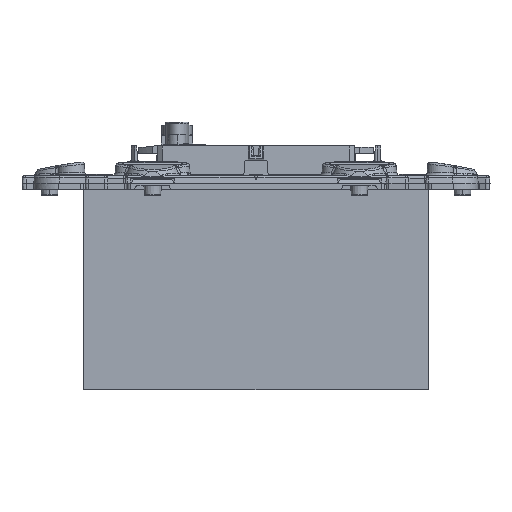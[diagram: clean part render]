
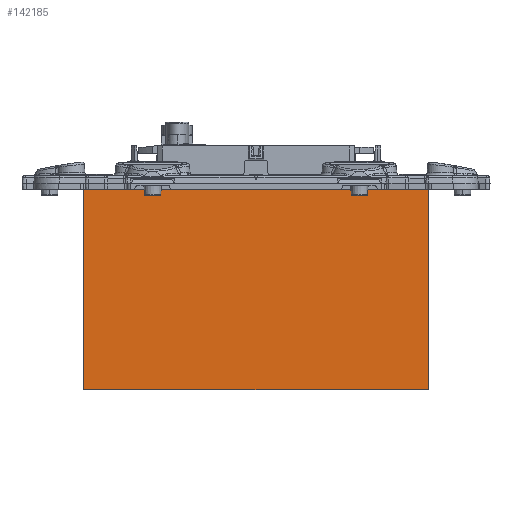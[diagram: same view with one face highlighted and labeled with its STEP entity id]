
A CAD part, left-side view. The second image highlights one B-rep face of the part: STEP entity #142185.
In plain terms, the highlighted planar face has unit normal (-1, 0, 0).
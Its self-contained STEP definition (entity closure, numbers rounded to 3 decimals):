
#142158=AXIS2_PLACEMENT_3D('Plane Axis2P3D',#142155,#142156,#142157) ;
#10164=CARTESIAN_POINT('Vertex',(-27.5,9.38,0.)) ;
#10171=CARTESIAN_POINT('Vertex',(-27.5,4.117,0.)) ;
#12204=CARTESIAN_POINT('Line Origine',(-27.5,-11.692,0.)) ;
#12208=CARTESIAN_POINT('Vertex',(-27.5,-27.5,0.)) ;
#12244=CARTESIAN_POINT('Vertex',(-27.5,27.5,0.)) ;
#12247=CARTESIAN_POINT('Line Origine',(-27.5,18.44,0.)) ;
#142128=CARTESIAN_POINT('Vertex',(-27.5,27.5,-32.)) ;
#142131=CARTESIAN_POINT('Line Origine',(-27.5,27.5,-16.)) ;
#142155=CARTESIAN_POINT('Axis2P3D Location',(-27.5,-27.5,0.)) ;
#142160=CARTESIAN_POINT('Line Origine',(-27.5,0.,-32.)) ;
#142164=CARTESIAN_POINT('Vertex',(-27.5,-27.5,-32.)) ;
#142167=CARTESIAN_POINT('Line Origine',(-27.5,-27.5,-16.)) ;
#142172=CARTESIAN_POINT('Line Origine',(-27.5,6.749,0.)) ;
#12205=DIRECTION('Vector Direction',(0.,1.,0.)) ;
#12248=DIRECTION('Vector Direction',(0.,1.,0.)) ;
#142132=DIRECTION('Vector Direction',(0.,0.,-1.)) ;
#142156=DIRECTION('Axis2P3D Direction',(-1.,0.,0.)) ;
#142157=DIRECTION('Axis2P3D XDirection',(0.,1.,0.)) ;
#142161=DIRECTION('Vector Direction',(0.,1.,0.)) ;
#142168=DIRECTION('Vector Direction',(0.,0.,-1.)) ;
#142173=DIRECTION('Vector Direction',(0.,1.,0.)) ;
#12206=VECTOR('Line Direction',#12205,1.) ;
#12249=VECTOR('Line Direction',#12248,1.) ;
#142133=VECTOR('Line Direction',#142132,1.) ;
#142162=VECTOR('Line Direction',#142161,1.) ;
#142169=VECTOR('Line Direction',#142168,1.) ;
#142174=VECTOR('Line Direction',#142173,1.) ;
#142178=ORIENTED_EDGE('',*,*,#142166,.T.) ;
#142179=ORIENTED_EDGE('',*,*,#142171,.F.) ;
#142180=ORIENTED_EDGE('',*,*,#12210,.F.) ;
#142181=ORIENTED_EDGE('',*,*,#142176,.F.) ;
#142182=ORIENTED_EDGE('',*,*,#12251,.F.) ;
#142183=ORIENTED_EDGE('',*,*,#142135,.T.) ;
#142185=ADVANCED_FACE('PartBody',(#142184),#142159,.T.) ;
#12210=EDGE_CURVE('',#10172,#12209,#12207,.F.) ;
#12251=EDGE_CURVE('',#12245,#10165,#12250,.F.) ;
#142135=EDGE_CURVE('',#12245,#142129,#142134,.T.) ;
#142166=EDGE_CURVE('',#142129,#142165,#142163,.F.) ;
#142171=EDGE_CURVE('',#12209,#142165,#142170,.T.) ;
#142176=EDGE_CURVE('',#10165,#10172,#142175,.F.) ;
#142177=EDGE_LOOP('',(#142178,#142179,#142180,#142181,#142182,#142183)) ;
#142184=FACE_OUTER_BOUND('',#142177,.T.) ;
#12207=LINE('Line',#12204,#12206) ;
#12250=LINE('Line',#12247,#12249) ;
#142134=LINE('Line',#142131,#142133) ;
#142163=LINE('Line',#142160,#142162) ;
#142170=LINE('Line',#142167,#142169) ;
#142175=LINE('Line',#142172,#142174) ;
#142159=PLANE('',#142158) ;
#10165=VERTEX_POINT('',#10164) ;
#10172=VERTEX_POINT('',#10171) ;
#12209=VERTEX_POINT('',#12208) ;
#12245=VERTEX_POINT('',#12244) ;
#142129=VERTEX_POINT('',#142128) ;
#142165=VERTEX_POINT('',#142164) ;
